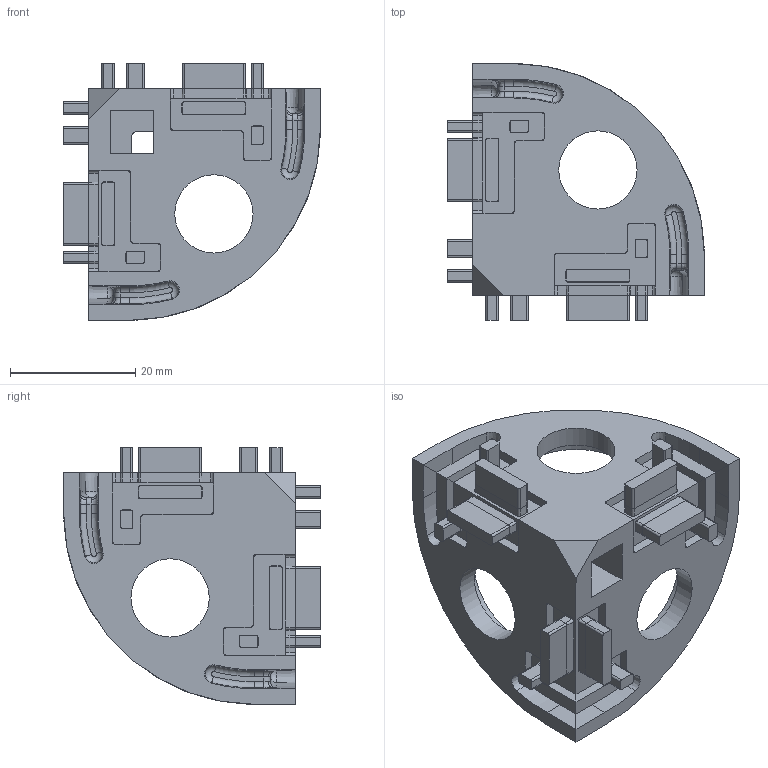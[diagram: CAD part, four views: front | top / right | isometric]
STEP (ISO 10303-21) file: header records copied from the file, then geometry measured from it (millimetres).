
FILE_DESCRIPTION (( 'STEP AP214' ), '1' );
FILE_NAME ('093WE405N10.STEP', '2015-04-23T08:50:10', ( 'Admin' ), ( 'Hewlett-Packard Company' ), 'SwSTEP 2.0', 'SolidWorks 2014', '' );
FILE_SCHEMA (( 'AUTOMOTIVE_DESIGN' ));
Length unit declared in the file: millimetre
Products named in the file (1): 093WE405N10
Bounding box: 41 x 41 x 41 mm (x, y, z)
Volume: 13009.5 mm3; surface area: 8909 mm2
Topology: 1 solids, 1 shells, 387 faces, 949 edges, 578 vertices
Faces by surface type: plane 180, cone 90, cylinder 75, torus 24, bspline 18
Full cylindrical faces by diameter (mm): 12.5 x3, 20 x3
Entity records: 11545 total; most frequent: CARTESIAN_POINT 2387, DIRECTION 1961, ORIENTED_EDGE 1878, EDGE_CURVE 939, AXIS2_PLACEMENT_3D 694, VERTEX_POINT 574, VECTOR 573, LINE 573
